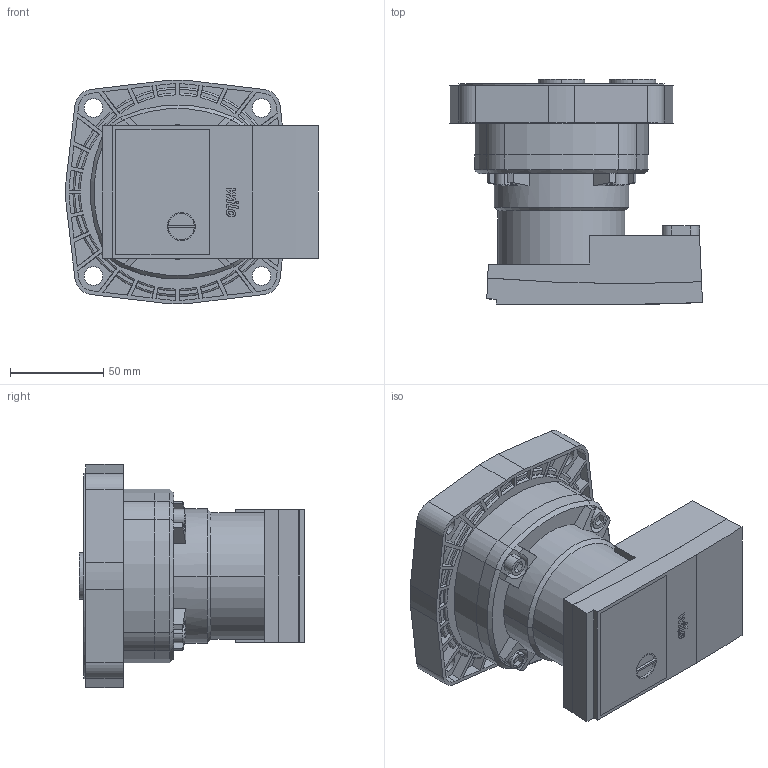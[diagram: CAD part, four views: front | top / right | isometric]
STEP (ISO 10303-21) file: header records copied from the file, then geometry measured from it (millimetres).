
FILE_DESCRIPTION((''),'2;1');
FILE_NAME('3d_Yonos-PICOHU25_1-7-4526201.stp','2016-04-28T14:11:41',(''),(''),'Mechanical Desktop 2009','Mechanical Desktop 2009',', , ');
FILE_SCHEMA(('CONFIG_CONTROL_DESIGN'));
Length unit declared in the file: millimetre
Products named in the file (1): Product
Bounding box: 135.45 x 120.72 x 119.91 mm (x, y, z)
Volume: 868187.9 mm3; surface area: 140033.2 mm2
Topology: 10 solids, 10 shells, 585 faces, 1557 edges, 1047 vertices
Faces by surface type: plane 259, cylinder 171, bspline 83, torus 58, cone 14
Entity records: 19361 total; most frequent: CARTESIAN_POINT 4847, ORIENTED_EDGE 3114, DIRECTION 2792, EDGE_CURVE 1557, VERTEX_POINT 1047, VECTOR 952, LINE 952, AXIS2_PLACEMENT_3D 920
